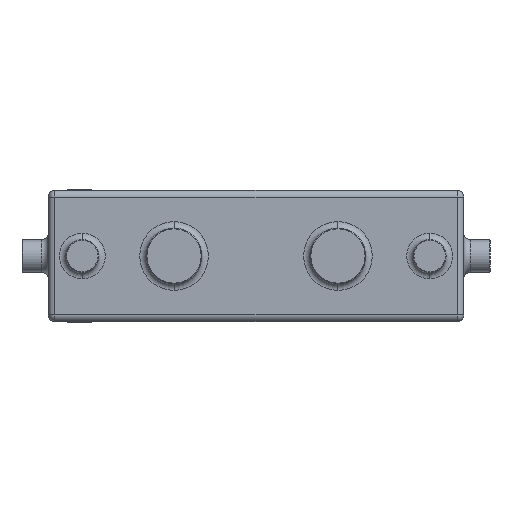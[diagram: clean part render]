
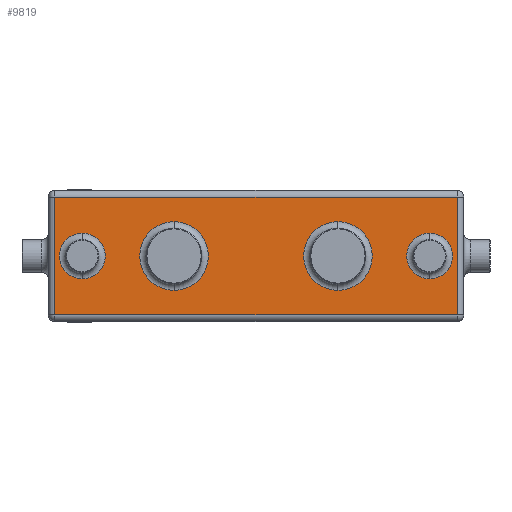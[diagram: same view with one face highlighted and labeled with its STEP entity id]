
A CAD part, left-side view. The second image highlights one B-rep face of the part: STEP entity #9819.
In plain terms, the highlighted planar face has unit normal (-1, 0, 0).
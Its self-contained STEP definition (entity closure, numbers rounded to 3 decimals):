
#654 = CARTESIAN_POINT ( 'NONE',  ( -50., 62.5, 0. ) ) ;
#816 = VERTEX_POINT ( 'NONE', #21937 ) ;
#863 = FACE_BOUND ( 'NONE', #10440, .T. ) ;
#985 = CARTESIAN_POINT ( 'NONE',  ( -50., 132.5, 17.5 ) ) ;
#988 = DIRECTION ( 'NONE',  ( 0., 0., 1. ) ) ;
#1485 = VERTEX_POINT ( 'NONE', #20961 ) ;
#1806 = CARTESIAN_POINT ( 'NONE',  ( -50., -132.5, 0. ) ) ;
#2091 = VECTOR ( 'NONE', #20342, 1000. ) ;
#2095 = AXIS2_PLACEMENT_3D ( 'NONE', #4837, #21322, #11333 ) ;
#2782 = CARTESIAN_POINT ( 'NONE',  ( -50., -132.5, 17.5 ) ) ;
#2986 = CIRCLE ( 'NONE', #11798, 26.2 ) ;
#2993 = VERTEX_POINT ( 'NONE', #11915 ) ;
#3033 = EDGE_CURVE ( 'NONE', #1485, #22689, #21271, .T. ) ;
#3116 = VECTOR ( 'NONE', #6178, 1000. ) ;
#3175 = ORIENTED_EDGE ( 'NONE', *, *, #5247, .T. ) ;
#3214 = ORIENTED_EDGE ( 'NONE', *, *, #10513, .T. ) ;
#3337 = EDGE_LOOP ( 'NONE', ( #4718, #9873, #11221, #19034 ) ) ;
#4007 = EDGE_CURVE ( 'NONE', #8917, #11757, #21224, .T. ) ;
#4542 = CARTESIAN_POINT ( 'NONE',  ( -50., 132.5, -17.5 ) ) ;
#4689 = VERTEX_POINT ( 'NONE', #18707 ) ;
#4718 = ORIENTED_EDGE ( 'NONE', *, *, #23081, .T. ) ;
#4837 = CARTESIAN_POINT ( 'NONE',  ( -50., 62.5, 0. ) ) ;
#5236 = AXIS2_PLACEMENT_3D ( 'NONE', #8041, #22380, #10226 ) ;
#5247 = EDGE_CURVE ( 'NONE', #2993, #4689, #22125, .T. ) ;
#5641 = LINE ( 'NONE', #18616, #2091 ) ;
#5930 = DIRECTION ( 'NONE',  ( 0., 0., -1. ) ) ;
#6040 = ORIENTED_EDGE ( 'NONE', *, *, #21308, .T. ) ;
#6178 = DIRECTION ( 'NONE',  ( 0., 0., -1. ) ) ;
#6257 = CARTESIAN_POINT ( 'NONE',  ( -50., 153.5, 50. ) ) ;
#6385 = DIRECTION ( 'NONE',  ( 1., 0., 0. ) ) ;
#7221 = VERTEX_POINT ( 'NONE', #8506 ) ;
#7488 = DIRECTION ( 'NONE',  ( 1., 0., 0. ) ) ;
#7687 = ORIENTED_EDGE ( 'NONE', *, *, #12713, .T. ) ;
#8041 = CARTESIAN_POINT ( 'NONE',  ( -50., -62.5, 0. ) ) ;
#8476 = EDGE_LOOP ( 'NONE', ( #21895, #6040 ) ) ;
#8506 = CARTESIAN_POINT ( 'NONE',  ( -50., -62.5, 26.2 ) ) ;
#8688 = DIRECTION ( 'NONE',  ( 1., 0., 0. ) ) ;
#8917 = VERTEX_POINT ( 'NONE', #4542 ) ;
#9224 = LINE ( 'NONE', #11012, #15270 ) ;
#9418 = EDGE_CURVE ( 'NONE', #4689, #2993, #2986, .T. ) ;
#9503 = DIRECTION ( 'NONE',  ( 0., 0., -1. ) ) ;
#9663 = DIRECTION ( 'NONE',  ( 0., 0., -1. ) ) ;
#9819 = ADVANCED_FACE ( 'NONE', ( #21403, #863, #16302, #10899, #19829 ), #17787, .F. ) ;
#9848 = CARTESIAN_POINT ( 'NONE',  ( -50., -158.5, 50. ) ) ;
#9873 = ORIENTED_EDGE ( 'NONE', *, *, #24217, .T. ) ;
#10102 = DIRECTION ( 'NONE',  ( 1., 0., 0. ) ) ;
#10226 = DIRECTION ( 'NONE',  ( 0., 0., -1. ) ) ;
#10440 = EDGE_LOOP ( 'NONE', ( #23995, #3175 ) ) ;
#10513 = EDGE_CURVE ( 'NONE', #13757, #7221, #21368, .T. ) ;
#10669 = AXIS2_PLACEMENT_3D ( 'NONE', #17042, #21491, #19099 ) ;
#10670 = DIRECTION ( 'NONE',  ( 0., 1., 0. ) ) ;
#10899 = FACE_BOUND ( 'NONE', #22044, .T. ) ;
#11012 = CARTESIAN_POINT ( 'NONE',  ( -50., -153.5, 50. ) ) ;
#11221 = ORIENTED_EDGE ( 'NONE', *, *, #17705, .T. ) ;
#11333 = DIRECTION ( 'NONE',  ( 0., 0., -1. ) ) ;
#11505 = LINE ( 'NONE', #6257, #3116 ) ;
#11757 = VERTEX_POINT ( 'NONE', #985 ) ;
#11798 = AXIS2_PLACEMENT_3D ( 'NONE', #654, #8688, #24965 ) ;
#11886 = DIRECTION ( 'NONE',  ( 0., 0., -1. ) ) ;
#11915 = CARTESIAN_POINT ( 'NONE',  ( -50., 62.5, 26.2 ) ) ;
#12143 = VECTOR ( 'NONE', #10670, 1000. ) ;
#12488 = CARTESIAN_POINT ( 'NONE',  ( -50., -62.5, 0. ) ) ;
#12713 = EDGE_CURVE ( 'NONE', #11757, #8917, #22877, .T. ) ;
#13255 = VERTEX_POINT ( 'NONE', #22949 ) ;
#13326 = ORIENTED_EDGE ( 'NONE', *, *, #4007, .T. ) ;
#13757 = VERTEX_POINT ( 'NONE', #20489 ) ;
#13805 = VERTEX_POINT ( 'NONE', #26514 ) ;
#14478 = VERTEX_POINT ( 'NONE', #17896 ) ;
#14760 = AXIS2_PLACEMENT_3D ( 'NONE', #23130, #23212, #23385 ) ;
#15187 = AXIS2_PLACEMENT_3D ( 'NONE', #12488, #6385, #5930 ) ;
#15270 = VECTOR ( 'NONE', #988, 1000. ) ;
#15372 = CIRCLE ( 'NONE', #24833, 17.5 ) ;
#15702 = AXIS2_PLACEMENT_3D ( 'NONE', #9848, #15888, #9663 ) ;
#15888 = DIRECTION ( 'NONE',  ( 1., 0., 0. ) ) ;
#16302 = FACE_BOUND ( 'NONE', #25029, .T. ) ;
#16617 = ORIENTED_EDGE ( 'NONE', *, *, #20284, .T. ) ;
#17042 = CARTESIAN_POINT ( 'NONE',  ( -50., 132.5, 0. ) ) ;
#17064 = CIRCLE ( 'NONE', #5236, 26.2 ) ;
#17705 = EDGE_CURVE ( 'NONE', #816, #14478, #5641, .T. ) ;
#17787 = PLANE ( 'NONE',  #15702 ) ;
#17896 = CARTESIAN_POINT ( 'NONE',  ( -50., -153.5, -45. ) ) ;
#17897 = CARTESIAN_POINT ( 'NONE',  ( -50., -132.5, 0. ) ) ;
#18616 = CARTESIAN_POINT ( 'NONE',  ( -50., -158.5, -45. ) ) ;
#18707 = CARTESIAN_POINT ( 'NONE',  ( -50., 62.5, -26.2 ) ) ;
#18869 = LINE ( 'NONE', #21018, #12143 ) ;
#19034 = ORIENTED_EDGE ( 'NONE', *, *, #24604, .T. ) ;
#19099 = DIRECTION ( 'NONE',  ( 0., 0., -1. ) ) ;
#19829 = FACE_BOUND ( 'NONE', #8476, .T. ) ;
#20284 = EDGE_CURVE ( 'NONE', #7221, #13757, #17064, .T. ) ;
#20342 = DIRECTION ( 'NONE',  ( 0., -1., 0. ) ) ;
#20489 = CARTESIAN_POINT ( 'NONE',  ( -50., -62.5, -26.2 ) ) ;
#20961 = CARTESIAN_POINT ( 'NONE',  ( -50., -132.5, -17.5 ) ) ;
#21018 = CARTESIAN_POINT ( 'NONE',  ( -50., -158.5, 45. ) ) ;
#21224 = CIRCLE ( 'NONE', #14760, 17.5 ) ;
#21271 = CIRCLE ( 'NONE', #24919, 17.5 ) ;
#21308 = EDGE_CURVE ( 'NONE', #22689, #1485, #15372, .T. ) ;
#21322 = DIRECTION ( 'NONE',  ( 1., 0., 0. ) ) ;
#21368 = CIRCLE ( 'NONE', #15187, 26.2 ) ;
#21403 = FACE_OUTER_BOUND ( 'NONE', #3337, .T. ) ;
#21491 = DIRECTION ( 'NONE',  ( 1., 0., 0. ) ) ;
#21895 = ORIENTED_EDGE ( 'NONE', *, *, #3033, .T. ) ;
#21937 = CARTESIAN_POINT ( 'NONE',  ( -50., 153.5, -45. ) ) ;
#22044 = EDGE_LOOP ( 'NONE', ( #13326, #7687 ) ) ;
#22125 = CIRCLE ( 'NONE', #2095, 26.2 ) ;
#22380 = DIRECTION ( 'NONE',  ( 1., 0., 0. ) ) ;
#22689 = VERTEX_POINT ( 'NONE', #2782 ) ;
#22877 = CIRCLE ( 'NONE', #10669, 17.5 ) ;
#22949 = CARTESIAN_POINT ( 'NONE',  ( -50., 153.5, 45. ) ) ;
#23081 = EDGE_CURVE ( 'NONE', #13805, #13255, #18869, .T. ) ;
#23130 = CARTESIAN_POINT ( 'NONE',  ( -50., 132.5, 0. ) ) ;
#23212 = DIRECTION ( 'NONE',  ( 1., 0., 0. ) ) ;
#23385 = DIRECTION ( 'NONE',  ( 0., 0., -1. ) ) ;
#23995 = ORIENTED_EDGE ( 'NONE', *, *, #9418, .T. ) ;
#24217 = EDGE_CURVE ( 'NONE', #13255, #816, #11505, .T. ) ;
#24604 = EDGE_CURVE ( 'NONE', #14478, #13805, #9224, .T. ) ;
#24833 = AXIS2_PLACEMENT_3D ( 'NONE', #17897, #7488, #9503 ) ;
#24919 = AXIS2_PLACEMENT_3D ( 'NONE', #1806, #10102, #11886 ) ;
#24965 = DIRECTION ( 'NONE',  ( 0., 0., -1. ) ) ;
#25029 = EDGE_LOOP ( 'NONE', ( #3214, #16617 ) ) ;
#26514 = CARTESIAN_POINT ( 'NONE',  ( -50., -153.5, 45. ) ) ;
